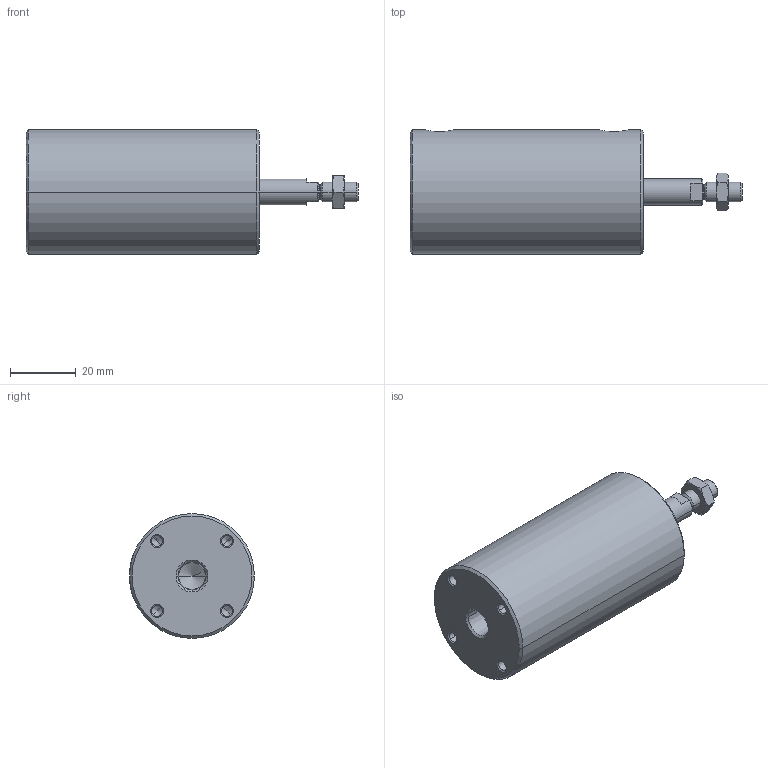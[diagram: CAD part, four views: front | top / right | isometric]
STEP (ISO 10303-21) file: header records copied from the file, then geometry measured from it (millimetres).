
FILE_DESCRIPTION(('STEP AP203'),'1');
FILE_NAME('fcd_-_25-6___31_5-35.stp','2014-04-28T19:13:09',('TraceParts'),('TraceParts S.A.'),'XStep 1.0',' ',' ');
FILE_SCHEMA(('CONFIG_CONTROL_DESIGN'));
Length unit declared in the file: millimetre
Products named in the file (2): 1; 2
Bounding box: 101 x 38 x 38 mm (x, y, z)
Volume: 77170.6 mm3; surface area: 17932.3 mm2
Topology: 2 solids, 2 shells, 144 faces, 324 edges, 177 vertices
Faces by surface type: cone 78, cylinder 42, plane 20, torus 4
Entity records: 3996 total; most frequent: CARTESIAN_POINT 815, DIRECTION 710, ORIENTED_EDGE 604, EDGE_CURVE 302, AXIS2_PLACEMENT_3D 294, VERTEX_POINT 177, EDGE_LOOP 159, CIRCLE 148
